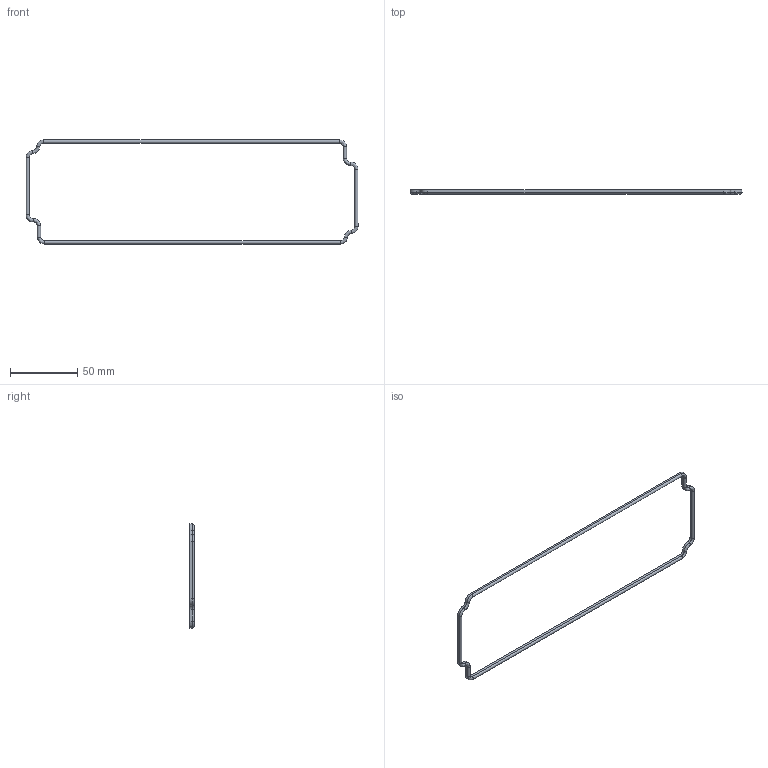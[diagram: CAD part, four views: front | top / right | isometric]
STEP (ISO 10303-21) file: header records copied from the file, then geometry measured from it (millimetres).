
FILE_DESCRIPTION (( 'STEP AP203' ), '1' );
FILE_NAME ('1590Z140G.step', '2020-11-14T20:07:08', ( 'ADC123' ), ( 'Microsoft' ), 'SwSTEP 2.0', 'SolidWorks 2019', '' );
FILE_SCHEMA (( 'CONFIG_CONTROL_DESIGN' ));
Length unit declared in the file: inch
Products named in the file (1): 1590Z140G
Bounding box: 246.9 x 3 x 77.4 mm (x, y, z)
Volume: 4064.6 mm3; surface area: 6033.3 mm2
Topology: 1 solids, 1 shells, 55 faces, 126 edges, 72 vertices
Faces by surface type: cylinder 30, plane 13, bspline 12
Entity records: 1753 total; most frequent: CARTESIAN_POINT 434, DIRECTION 280, ORIENTED_EDGE 252, EDGE_CURVE 126, AXIS2_PLACEMENT_3D 110, VERTEX_POINT 72, CIRCLE 66, VECTOR 60
